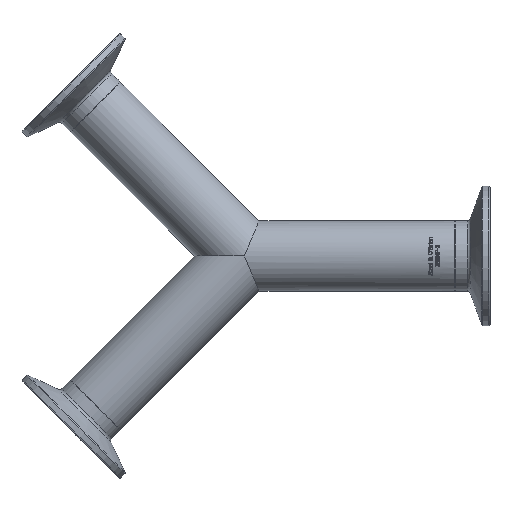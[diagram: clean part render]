
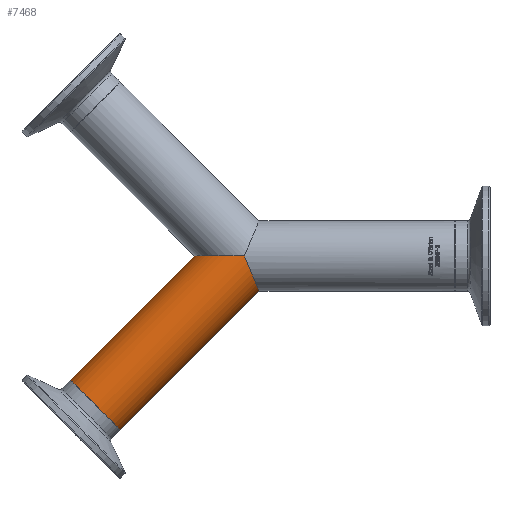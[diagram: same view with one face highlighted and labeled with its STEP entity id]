
A CAD part, top view. The second image highlights one B-rep face of the part: STEP entity #7468.
In plain terms, the highlighted cylindrical face has radius 12.7 mm (diameter 25.4 mm), a full revolution.
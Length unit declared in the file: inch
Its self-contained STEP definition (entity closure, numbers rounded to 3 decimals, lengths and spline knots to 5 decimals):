
#73=ELLIPSE('',#8043,0.70711,0.5);
#74=ELLIPSE('',#8044,0.54116,0.5);
#841=FACE_OUTER_BOUND('',#1290,.T.);
#1290=EDGE_LOOP('',(#6909,#6910,#6911,#6912,#6913));
#1941=CIRCLE('',#8034,0.5);
#2386=LINE('',#16775,#2831);
#2831=VECTOR('',#9593,0.5);
#3448=VERTEX_POINT('',#16377);
#3449=VERTEX_POINT('',#16379);
#3587=VERTEX_POINT('',#16761);
#4694=EDGE_CURVE('',#3587,#3587,#1941,.T.);
#4700=EDGE_CURVE('',#3587,#3448,#2386,.T.);
#4701=EDGE_CURVE('',#3449,#3448,#73,.T.);
#4702=EDGE_CURVE('',#3448,#3449,#74,.T.);
#6909=ORIENTED_EDGE('',*,*,#4694,.T.);
#6910=ORIENTED_EDGE('',*,*,#4700,.T.);
#6911=ORIENTED_EDGE('',*,*,#4701,.F.);
#6912=ORIENTED_EDGE('',*,*,#4702,.F.);
#6913=ORIENTED_EDGE('',*,*,#4700,.F.);
#6998=CYLINDRICAL_SURFACE('',#8042,0.5);
#7468=ADVANCED_FACE('',(#841),#6998,.T.);
#8034=AXIS2_PLACEMENT_3D('',#16762,#9574,#9575);
#8042=AXIS2_PLACEMENT_3D('',#16774,#9591,#9592);
#8043=AXIS2_PLACEMENT_3D('',#16776,#9594,#9595);
#8044=AXIS2_PLACEMENT_3D('',#16777,#9596,#9597);
#9574=DIRECTION('center_axis',(0.707,0.707,0.));
#9575=DIRECTION('ref_axis',(0.,0.,
-1.));
#9591=DIRECTION('center_axis',(-0.707,-0.707,0.));
#9592=DIRECTION('ref_axis',(0.,0.,
-1.));
#9593=DIRECTION('',(0.707,0.707,0.));
#9594=DIRECTION('center_axis',(0.,1.,0.));
#9595=DIRECTION('ref_axis',(1.,0.,0.));
#9596=DIRECTION('center_axis',(0.924,0.383,0.));
#9597=DIRECTION('ref_axis',(0.383,-0.924,0.));
#16377=CARTESIAN_POINT('',(0.,0.,0.5));
#16379=CARTESIAN_POINT('',(0.,0.,-0.5));
#16761=CARTESIAN_POINT('',(-2.12171,-2.12093,0.5));
#16762=CARTESIAN_POINT('Origin',(-2.12171,-2.12093,0.));
#16774=CARTESIAN_POINT('Origin',(0.,0.,
0.));
#16775=CARTESIAN_POINT('',(0.,0.,0.5));
#16776=CARTESIAN_POINT('Origin',(0.,0.,
0.));
#16777=CARTESIAN_POINT('Origin',(0.,0.,
0.));
